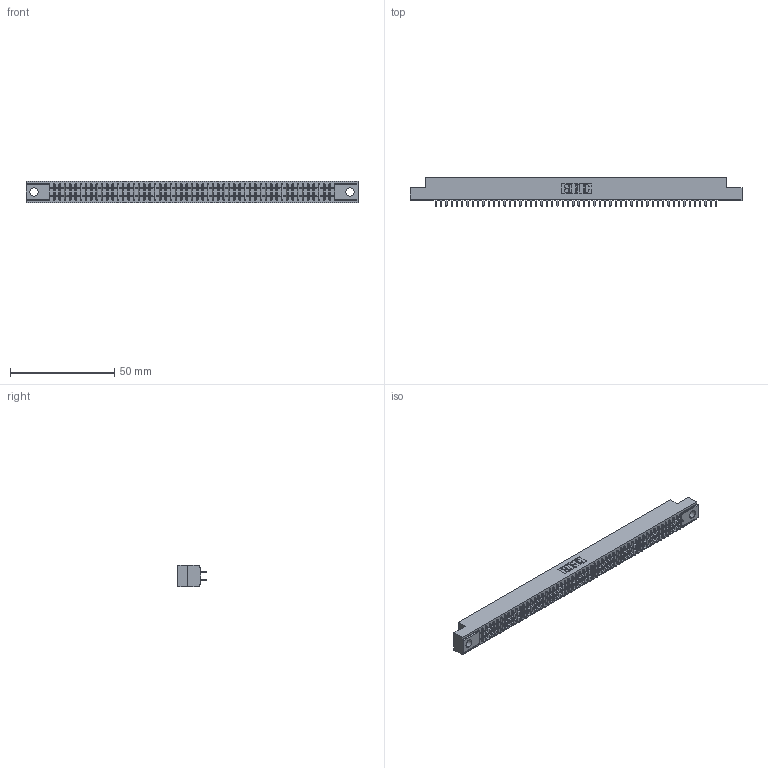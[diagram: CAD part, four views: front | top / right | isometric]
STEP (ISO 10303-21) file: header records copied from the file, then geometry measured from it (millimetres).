
FILE_DESCRIPTION (( 'STEP AP203' ), '1' );
FILE_NAME ('341-108-524-204.STEP', '2018-08-08T12:21:59', ( '' ), ( '' ), 'SwSTEP 2.0', 'SolidWorks 2016', '' );
FILE_SCHEMA (( 'CONFIG_CONTROL_DESIGN' ));
Length unit declared in the file: inch
Products named in the file (3): 341 Part_.156 (3.96) Dia Mounting Holes; 341-292-001_341-292-124; 341-108-524-204
Assembly tree (109 placements, depth 2):
  341-108-524-204
    341 Part_.156 (3.96) Dia Mounting Holes
    341-292-001_341-292-124  x108
Bounding box: 159.38 x 13.64 x 10.16 mm (x, y, z)
Volume: 11664.2 mm3; surface area: 20762.5 mm2
Topology: 109 solids, 109 shells, 7258 faces, 21034 edges, 13622 vertices
Faces by surface type: plane 4402, cylinder 2640, sphere 110, torus 106
Entity records: 64171 total; most frequent: CARTESIAN_POINT 10672, ORIENTED_EDGE 10604, DIRECTION 10340, EDGE_CURVE 5302, LINE 4304, VECTOR 4304, VERTEX_POINT 3350, AXIS2_PLACEMENT_3D 3018
